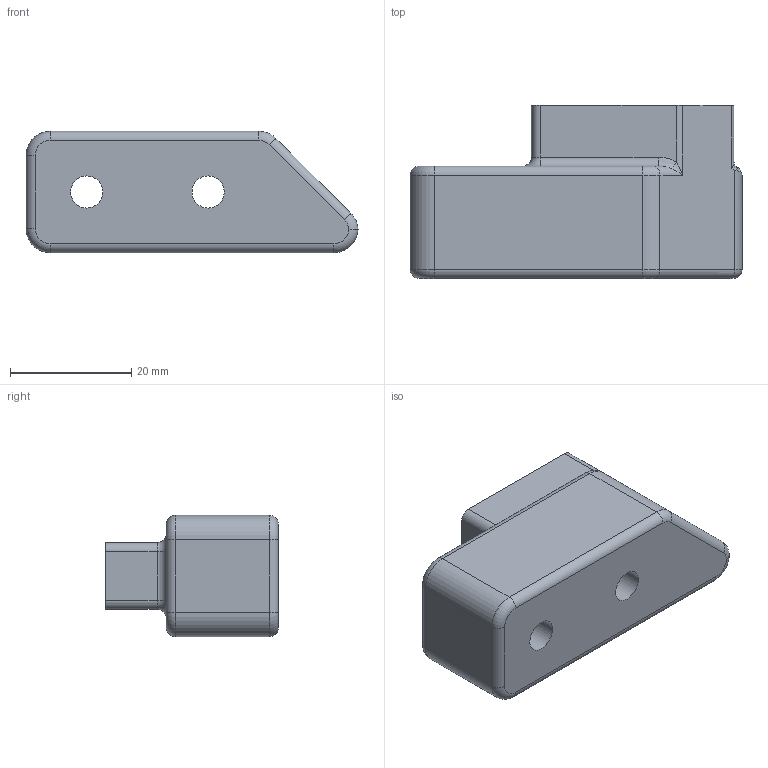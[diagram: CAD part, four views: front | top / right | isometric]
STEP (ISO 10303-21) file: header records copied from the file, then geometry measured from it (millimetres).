
FILE_DESCRIPTION (( 'STEP AP214' ), '1' );
FILE_NAME ('BFrontIdlerBottom.STEP', '2025-03-03T08:22:09', ( '' ), ( '' ), 'SwSTEP 2.0', 'SolidWorks 2024', '' );
FILE_SCHEMA (( 'AUTOMOTIVE_DESIGN' ));
Length unit declared in the file: millimetre
Products named in the file (1): BFrontIdlerBottom
Bounding box: 54.7 x 28.5 x 20 mm (x, y, z)
Volume: 20172.5 mm3; surface area: 5753.4 mm2
Topology: 1 solids, 1 shells, 49 faces, 117 edges, 69 vertices
Faces by surface type: cylinder 24, torus 12, plane 10, bspline 3
Entity records: 2118 total; most frequent: CARTESIAN_POINT 410, DIRECTION 259, ORIENTED_EDGE 232, EDGE_CURVE 116, AXIS2_PLACEMENT_3D 106, VERTEX_POINT 69, CIRCLE 59, EDGE_LOOP 53
